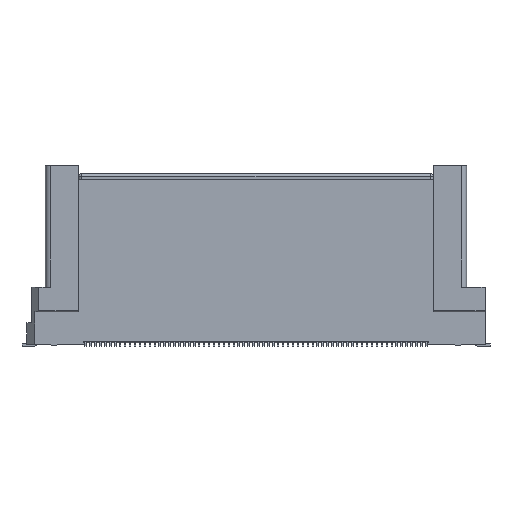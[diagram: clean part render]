
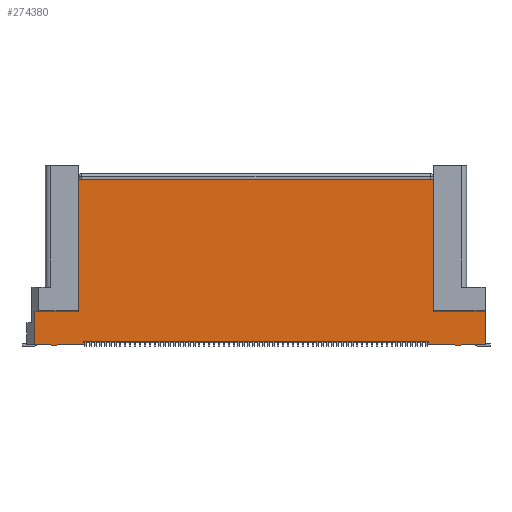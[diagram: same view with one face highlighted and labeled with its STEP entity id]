
A CAD part, front view. The second image highlights one B-rep face of the part: STEP entity #274380.
In plain terms, the highlighted planar face has unit normal (0, -1, 0).
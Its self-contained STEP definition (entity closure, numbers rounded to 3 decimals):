
#10190=CARTESIAN_POINT('',(45.14,-93.,
-10.));
#10200=DIRECTION('',(0.,0.,1.));
#10210=VECTOR('',#10200,1.);
#10220=LINE('',#10190,#10210);
#10230=CARTESIAN_POINT('',(45.14,-93.,-11.1));
#10240=VERTEX_POINT('',#10230);
#10250=CARTESIAN_POINT('',(45.14,-93.,
-7.8));
#10260=VERTEX_POINT('',#10250);
#10270=EDGE_CURVE('',#10240,#10260,#10220,.T.);
#12610=CARTESIAN_POINT('',(49.54,-93.,-7.8));
#12620=VERTEX_POINT('',#12610);
#13100=CARTESIAN_POINT('',(49.54,-93.,
5.55));
#13110=VERTEX_POINT('',#13100);
#13140=CARTESIAN_POINT('',(49.54,-93.,
0.2));
#13150=DIRECTION('',(0.,0.,1.));
#13160=VECTOR('',#13150,1.);
#13170=LINE('',#13140,#13160);
#13180=EDGE_CURVE('',#12620,#13110,#13170,.T.);
#27590=CARTESIAN_POINT('',(84.975,-93.,
-10.8));
#27600=VERTEX_POINT('',#27590);
#47360=CARTESIAN_POINT('',(50.105,-93.,
-10.8));
#47370=VERTEX_POINT('',#47360);
#47400=CARTESIAN_POINT('',(14.731,-93.,
-10.8));
#47410=DIRECTION('',(-1.,0.,-0.));
#47420=VECTOR('',#47410,1.);
#47430=LINE('',#47400,#47420);
#47440=EDGE_CURVE('',#27600,#47370,#47430,.T.);
#74770=CARTESIAN_POINT('',(14.231,-93.,
-11.1));
#74780=DIRECTION('',(-1.,0.,0.));
#74790=VECTOR('',#74780,1.);
#74800=LINE('',#74770,#74790);
#74810=CARTESIAN_POINT('',(46.715,-93.,-11.1));
#74820=VERTEX_POINT('',#74810);
#74830=EDGE_CURVE('',#74820,#10240,#74800,.T.);
#75050=CARTESIAN_POINT('',(47.465,-93.,-11.1));
#75060=VERTEX_POINT('',#75050);
#75090=CARTESIAN_POINT('',(14.231,-93.,
-11.1));
#75100=DIRECTION('',(1.,0.,0.));
#75110=VECTOR('',#75100,1.);
#75120=LINE('',#75090,#75110);
#75130=CARTESIAN_POINT('',(50.105,-93.,-11.1));
#75140=VERTEX_POINT('',#75130);
#75150=EDGE_CURVE('',#75060,#75140,#75120,.T.);
#76290=CARTESIAN_POINT('',(47.365,-93.,
-11.2));
#76300=VERTEX_POINT('',#76290);
#76330=CARTESIAN_POINT('',(58.965,-93.,
0.4));
#76340=DIRECTION('',(-0.707,0.,
-0.707));
#76350=VECTOR('',#76340,1.);
#76360=LINE('',#76330,#76350);
#76370=EDGE_CURVE('',#75060,#76300,#76360,.T.);
#76610=CARTESIAN_POINT('',(46.815,-93.,
-11.2));
#76620=VERTEX_POINT('',#76610);
#76650=CARTESIAN_POINT('',(14.981,-93.,
-11.2));
#76660=DIRECTION('',(1.,0.,0.));
#76670=VECTOR('',#76660,1.);
#76680=LINE('',#76650,#76670);
#76690=EDGE_CURVE('',#76620,#76300,#76680,.T.);
#77160=CARTESIAN_POINT('',(14.231,-93.,
-7.8));
#77170=DIRECTION('',(1.,0.,0.));
#77180=VECTOR('',#77170,1.);
#77190=LINE('',#77160,#77180);
#77200=EDGE_CURVE('',#10260,#12620,#77190,.T.);
#77330=CARTESIAN_POINT('',(14.981,-93.,
20.634));
#77340=DIRECTION('',(-0.707,0.,
0.707));
#77350=VECTOR('',#77340,1.);
#77360=LINE('',#77330,#77350);
#77370=EDGE_CURVE('',#76620,#74820,#77360,.T.);
#123060=CARTESIAN_POINT('',(85.54,-93.,
0.2));
#123070=DIRECTION('',(0.,0.,1.));
#123080=VECTOR('',#123070,1.);
#123090=LINE('',#123060,#123080);
#123100=CARTESIAN_POINT('',(85.54,-93.,-7.8));
#123110=VERTEX_POINT('',#123100);
#123120=CARTESIAN_POINT('',(85.54,-93.,
5.55));
#123130=VERTEX_POINT('',#123120);
#123140=EDGE_CURVE('',#123110,#123130,#123090,.T.);
#193630=CARTESIAN_POINT('',(90.74,-93.,
-7.8));
#193640=VERTEX_POINT('',#193630);
#193670=CARTESIAN_POINT('',(19.231,-93.,
-7.8));
#193680=DIRECTION('',(-1.,0.,0.));
#193690=VECTOR('',#193680,1.);
#193700=LINE('',#193670,#193690);
#193710=EDGE_CURVE('',#193640,#123110,#193700,.T.);
#212730=CARTESIAN_POINT('',(50.105,-93.,
0.2));
#212740=DIRECTION('',(0.,0.,-1.));
#212750=VECTOR('',#212740,1.);
#212760=LINE('',#212730,#212750);
#212770=EDGE_CURVE('',#47370,#75140,#212760,.T.);
#258960=CARTESIAN_POINT('',(90.74,-93.,-11.1));
#258970=VERTEX_POINT('',#258960);
#259000=CARTESIAN_POINT('',(90.74,-93.,
-10.));
#259010=DIRECTION('',(0.,0.,1.));
#259020=VECTOR('',#259010,1.);
#259030=LINE('',#259000,#259020);
#259040=EDGE_CURVE('',#258970,#193640,#259030,.T.);
#273660=CARTESIAN_POINT('',(50.39,-93.,
-7.83));
#273670=DIRECTION('',(0.,-1.,0.));
#273680=DIRECTION('',(-1.,0.,0.));
#273690=AXIS2_PLACEMENT_3D('',#273660,#273670,#273680);
#273700=PLANE('',#273690);
#273710=ORIENTED_EDGE('',*,*,#123140,.T.);
#273720=ORIENTED_EDGE('',*,*,#193710,.T.);
#273730=ORIENTED_EDGE('',*,*,#259040,.T.);
#273740=CARTESIAN_POINT('',(19.231,-93.,
-11.1));
#273750=DIRECTION('',(-1.,0.,0.));
#273760=VECTOR('',#273750,1.);
#273770=LINE('',#273740,#273760);
#273780=CARTESIAN_POINT('',(88.365,-93.,-11.1));
#273790=VERTEX_POINT('',#273780);
#273800=EDGE_CURVE('',#258970,#273790,#273770,.T.);
#273810=ORIENTED_EDGE('',*,*,#273800,.F.);
#273820=CARTESIAN_POINT('',(120.099,-93.,
20.634));
#273830=DIRECTION('',(0.707,0.,
0.707));
#273840=VECTOR('',#273830,1.);
#273850=LINE('',#273820,#273840);
#273860=CARTESIAN_POINT('',(88.265,-93.,
-11.2));
#273870=VERTEX_POINT('',#273860);
#273880=EDGE_CURVE('',#273870,#273790,#273850,.T.);
#273890=ORIENTED_EDGE('',*,*,#273880,.T.);
#273900=CARTESIAN_POINT('',(120.099,-93.,
-11.2));
#273910=DIRECTION('',(-1.,0.,0.));
#273920=VECTOR('',#273910,1.);
#273930=LINE('',#273900,#273920);
#273940=CARTESIAN_POINT('',(87.715,-93.,
-11.2));
#273950=VERTEX_POINT('',#273940);
#273960=EDGE_CURVE('',#273870,#273950,#273930,.T.);
#273970=ORIENTED_EDGE('',*,*,#273960,.F.);
#273980=CARTESIAN_POINT('',(76.115,-93.,
0.4));
#273990=DIRECTION('',(0.707,0.,
-0.707));
#274000=VECTOR('',#273990,1.);
#274010=LINE('',#273980,#274000);
#274020=CARTESIAN_POINT('',(87.615,-93.,-11.1));
#274030=VERTEX_POINT('',#274020);
#274040=EDGE_CURVE('',#274030,#273950,#274010,.T.);
#274050=ORIENTED_EDGE('',*,*,#274040,.T.);
#274060=CARTESIAN_POINT('',(120.849,-93.,
-11.1));
#274070=DIRECTION('',(-1.,0.,0.));
#274080=VECTOR('',#274070,1.);
#274090=LINE('',#274060,#274080);
#274100=CARTESIAN_POINT('',(84.975,-93.,-11.1));
#274110=VERTEX_POINT('',#274100);
#274120=EDGE_CURVE('',#274030,#274110,#274090,.T.);
#274130=ORIENTED_EDGE('',*,*,#274120,.F.);
#274140=CARTESIAN_POINT('',(84.975,-93.,
0.2));
#274150=DIRECTION('',(0.,0.,1.));
#274160=VECTOR('',#274150,1.);
#274170=LINE('',#274140,#274160);
#274180=EDGE_CURVE('',#274110,#27600,#274170,.T.);
#274190=ORIENTED_EDGE('',*,*,#274180,.F.);
#274200=ORIENTED_EDGE('',*,*,#47440,.F.);
#274210=ORIENTED_EDGE('',*,*,#212770,.F.);
#274220=ORIENTED_EDGE('',*,*,#75150,.T.);
#274230=ORIENTED_EDGE('',*,*,#76370,.F.);
#274240=ORIENTED_EDGE('',*,*,#76690,.T.);
#274250=ORIENTED_EDGE('',*,*,#77370,.F.);
#274260=ORIENTED_EDGE('',*,*,#74830,.F.);
#274270=ORIENTED_EDGE('',*,*,#10270,.F.);
#274280=ORIENTED_EDGE('',*,*,#77200,.F.);
#274290=ORIENTED_EDGE('',*,*,#13180,.F.);
#274300=CARTESIAN_POINT('',(15.731,-93.,
5.55));
#274310=DIRECTION('',(1.,0.,0.));
#274320=VECTOR('',#274310,1.);
#274330=LINE('',#274300,#274320);
#274340=EDGE_CURVE('',#13110,#123130,#274330,.T.);
#274350=ORIENTED_EDGE('',*,*,#274340,.F.);
#274360=EDGE_LOOP('',(#274350,#274290,#274280,#274270,#274260,#274250,
#274240,#274230,#274220,#274210,#274200,#274190,#274130,#274050,#273970,
#273890,#273810,#273730,#273720,#273710));
#274370=FACE_OUTER_BOUND('',#274360,.T.);
#274380=ADVANCED_FACE('',(#274370),#273700,.T.);
